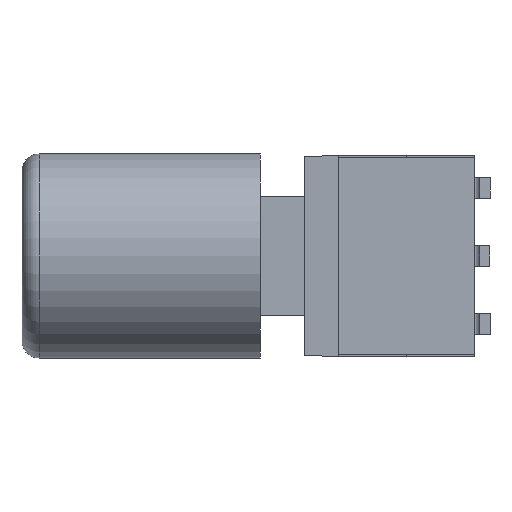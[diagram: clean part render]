
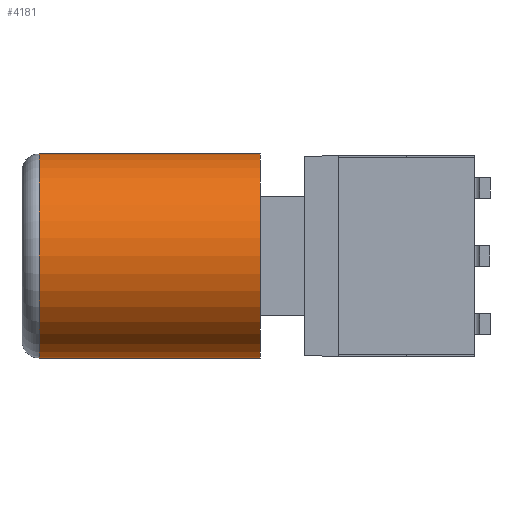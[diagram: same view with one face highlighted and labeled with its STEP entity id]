
A CAD part, left-side view. The second image highlights one B-rep face of the part: STEP entity #4181.
In plain terms, the highlighted cylindrical face has radius 3 mm (diameter 6 mm), a partial arc.
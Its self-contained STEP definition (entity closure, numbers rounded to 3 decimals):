
#3 = LINE ( 'NONE', #634, #1294 ) ;
#61 = DIRECTION ( 'NONE',  ( 0., -1., 0. ) ) ;
#142 = CARTESIAN_POINT ( 'NONE',  ( 0., 12.8, -3. ) ) ;
#259 = DIRECTION ( 'NONE',  ( 0., 1., 0. ) ) ;
#303 = DIRECTION ( 'NONE',  ( 0., -1., 0. ) ) ;
#567 = CARTESIAN_POINT ( 'NONE',  ( 0., 6.3, 3. ) ) ;
#634 = CARTESIAN_POINT ( 'NONE',  ( 0., 13.3, -3. ) ) ;
#712 = VERTEX_POINT ( 'NONE', #3852 ) ;
#1175 = AXIS2_PLACEMENT_3D ( 'NONE', #2731, #61, #4042 ) ;
#1267 = AXIS2_PLACEMENT_3D ( 'NONE', #2756, #4111, #1483 ) ;
#1294 = VECTOR ( 'NONE', #303, 1000. ) ;
#1369 = CIRCLE ( 'NONE', #4144, 3. ) ;
#1466 = EDGE_CURVE ( 'NONE', #2523, #3100, #1604, .T. ) ;
#1483 = DIRECTION ( 'NONE',  ( 0., 0., -1. ) ) ;
#1604 = LINE ( 'NONE', #3621, #4067 ) ;
#1708 = ORIENTED_EDGE ( 'NONE', *, *, #1882, .T. ) ;
#1882 = EDGE_CURVE ( 'NONE', #2523, #3721, #2783, .T. ) ;
#1970 = ORIENTED_EDGE ( 'NONE', *, *, #2987, .T. ) ;
#2201 = CARTESIAN_POINT ( 'NONE',  ( 0., 6.3, 0. ) ) ;
#2523 = VERTEX_POINT ( 'NONE', #3855 ) ;
#2731 = CARTESIAN_POINT ( 'NONE',  ( 0., 12.8, 0. ) ) ;
#2736 = FACE_OUTER_BOUND ( 'NONE', #2952, .T. ) ;
#2756 = CARTESIAN_POINT ( 'NONE',  ( 0., 13.3, 0. ) ) ;
#2783 = CIRCLE ( 'NONE', #1175, 3. ) ;
#2797 = CYLINDRICAL_SURFACE ( 'NONE', #1267, 3. ) ;
#2837 = ORIENTED_EDGE ( 'NONE', *, *, #3965, .T. ) ;
#2952 = EDGE_LOOP ( 'NONE', ( #4142, #1708, #1970, #2837 ) ) ;
#2987 = EDGE_CURVE ( 'NONE', #3721, #712, #3, .T. ) ;
#3100 = VERTEX_POINT ( 'NONE', #567 ) ;
#3621 = CARTESIAN_POINT ( 'NONE',  ( 0., 13.3, 3. ) ) ;
#3721 = VERTEX_POINT ( 'NONE', #142 ) ;
#3803 = DIRECTION ( 'NONE',  ( 0., 0., 1. ) ) ;
#3852 = CARTESIAN_POINT ( 'NONE',  ( 0., 6.3, -3. ) ) ;
#3855 = CARTESIAN_POINT ( 'NONE',  ( 0., 12.8, 3. ) ) ;
#3965 = EDGE_CURVE ( 'NONE', #712, #3100, #1369, .T. ) ;
#4042 = DIRECTION ( 'NONE',  ( 0., 0., 1. ) ) ;
#4067 = VECTOR ( 'NONE', #4249, 1000. ) ;
#4111 = DIRECTION ( 'NONE',  ( 0., -1., 0. ) ) ;
#4142 = ORIENTED_EDGE ( 'NONE', *, *, #1466, .F. ) ;
#4144 = AXIS2_PLACEMENT_3D ( 'NONE', #2201, #259, #3803 ) ;
#4181 = ADVANCED_FACE ( 'NONE', ( #2736 ), #2797, .T. ) ;
#4249 = DIRECTION ( 'NONE',  ( 0., -1., 0. ) ) ;
